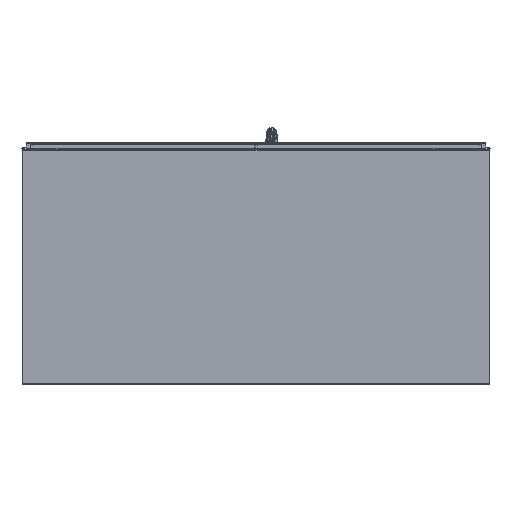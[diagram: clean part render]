
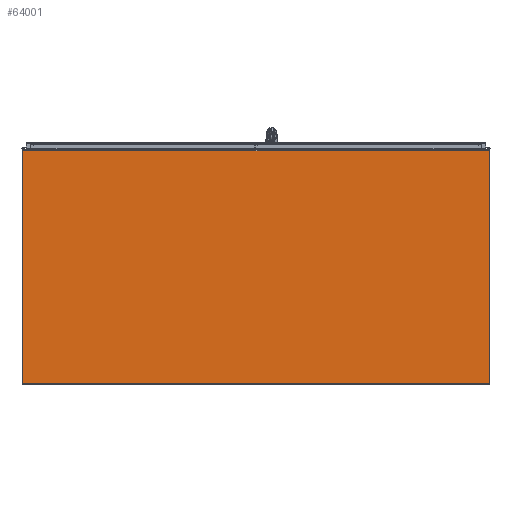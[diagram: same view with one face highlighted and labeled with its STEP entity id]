
A CAD part, front view. The second image highlights one B-rep face of the part: STEP entity #64001.
In plain terms, the highlighted face is planar.
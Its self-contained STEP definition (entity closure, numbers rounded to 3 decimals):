
#11247=PLANE($,#67275);
#12675=FACE_OUTER_BOUND($,#15483,.T.);
#15483=EDGE_LOOP($,(#53131,#53132,#53133,#53134));
#19094=LINE($,#92590,#24083);
#19100=LINE($,#92608,#24089);
#19103=LINE($,#92614,#24092);
#19104=LINE($,#92615,#24093);
#24083=VECTOR($,#75619,71.875);
#24089=VECTOR($,#75643,35.844);
#24092=VECTOR($,#75648,35.844);
#24093=VECTOR($,#75649,71.875);
#32109=VERTEX_POINT($,#92587);
#32110=VERTEX_POINT($,#92589);
#32113=VERTEX_POINT($,#92607);
#32115=VERTEX_POINT($,#92613);
#41449=EDGE_CURVE($,#32110,#32109,#19094,.T.);
#41458=EDGE_CURVE($,#32110,#32113,#19100,.T.);
#41461=EDGE_CURVE($,#32115,#32109,#19103,.T.);
#41462=EDGE_CURVE($,#32113,#32115,#19104,.T.);
#53131=ORIENTED_EDGE($,*,*,#41449,.T.);
#53132=ORIENTED_EDGE($,*,*,#41461,.F.);
#53133=ORIENTED_EDGE($,*,*,#41462,.F.);
#53134=ORIENTED_EDGE($,*,*,#41458,.F.);
#64001=ADVANCED_FACE($,(#12675),#11247,.T.);
#67275=AXIS2_PLACEMENT_3D($,#92612,#75646,#75647);
#75619=DIRECTION($,(-1.,0.,0.));
#75643=DIRECTION($,(0.,-1.,0.));
#75646=DIRECTION('center_axis',(0.,0.,1.));
#75647=DIRECTION('ref_axis',(1.,0.,0.));
#75648=DIRECTION($,(0.,1.,0.));
#75649=DIRECTION($,(-1.,0.,0.));
#92587=CARTESIAN_POINT('',(-35.938,17.844,0.125));
#92589=CARTESIAN_POINT('',(35.938,17.844,0.125));
#92590=CARTESIAN_POINT($,(17.969,17.844,0.125));
#92607=CARTESIAN_POINT('',(35.938,-18.,0.125));
#92608=CARTESIAN_POINT($,(35.938,18.,0.125));
#92612=CARTESIAN_POINT('Origin',(0.,0.,
0.125));
#92613=CARTESIAN_POINT('',(-35.938,-18.,0.125));
#92614=CARTESIAN_POINT($,(-35.938,-18.,0.125));
#92615=CARTESIAN_POINT($,(35.938,-18.,0.125));
